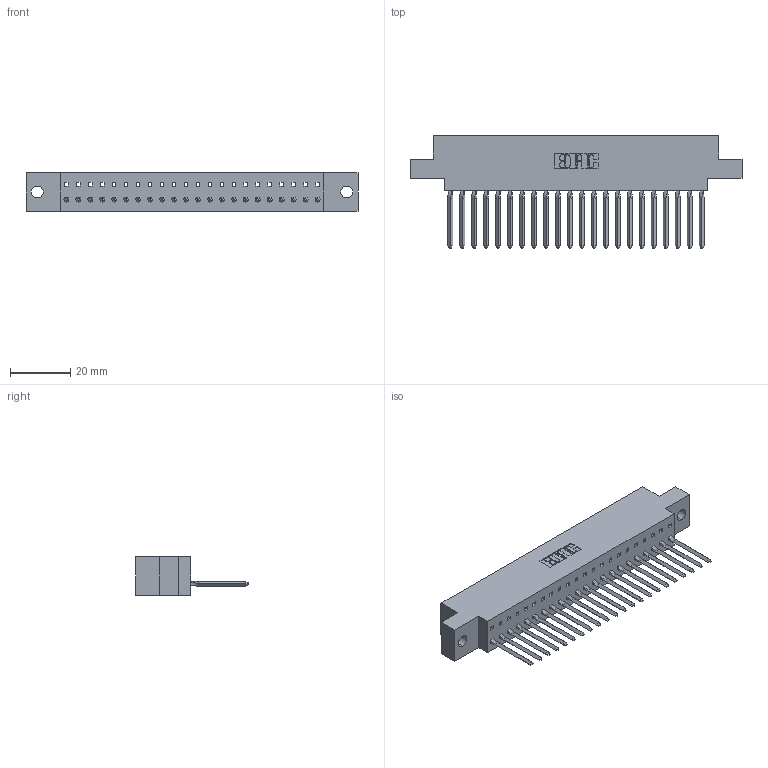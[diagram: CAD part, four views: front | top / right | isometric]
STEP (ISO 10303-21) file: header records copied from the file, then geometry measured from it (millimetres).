
FILE_DESCRIPTION (( 'STEP AP203' ), '1' );
FILE_NAME ('317-022-542-604.STEP', '2020-02-27T17:10:58', ( '' ), ( '' ), 'SwSTEP 2.0', 'SolidWorks 2016', '' );
FILE_SCHEMA (( 'CONFIG_CONTROL_DESIGN' ));
Length unit declared in the file: inch
Products named in the file (3): 317-022-542-604; 317-290-003_542; 317 Part_.156 Dia - TH
Assembly tree (23 placements, depth 2):
  317-022-542-604
    317 Part_.156 Dia - TH
    317-290-003_542  x22
Bounding box: 109.88 x 37.34 x 12.7 mm (x, y, z)
Volume: 16353.9 mm3; surface area: 19305.7 mm2
Topology: 23 solids, 23 shells, 1752 faces, 5049 edges, 3262 vertices
Faces by surface type: plane 1466, cylinder 198, bspline 88
Entity records: 32907 total; most frequent: CARTESIAN_POINT 6087, ORIENTED_EDGE 5772, DIRECTION 4846, EDGE_CURVE 2886, LINE 2716, VECTOR 2716, VERTEX_POINT 1918, AXIS2_PLACEMENT_3D 1065
